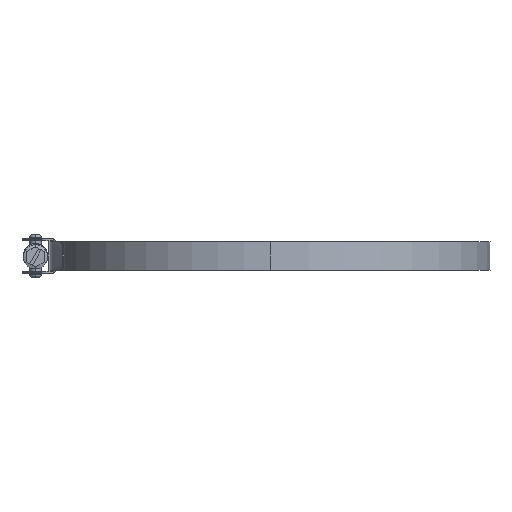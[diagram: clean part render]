
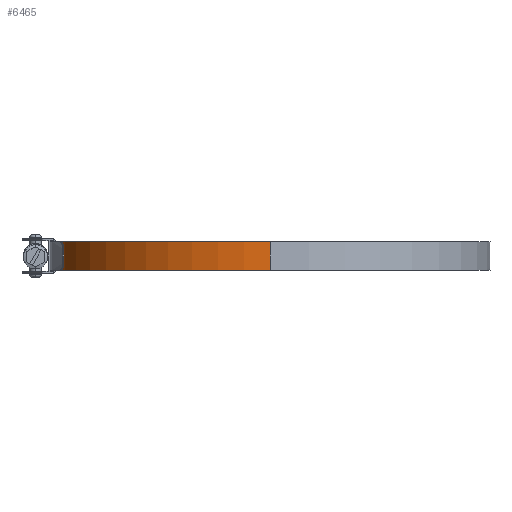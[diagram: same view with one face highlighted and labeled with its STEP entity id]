
A CAD part, left-side view. The second image highlights one B-rep face of the part: STEP entity #6465.
In plain terms, the highlighted cylindrical face has radius 99.03 mm (diameter 198.06 mm), a partial arc.
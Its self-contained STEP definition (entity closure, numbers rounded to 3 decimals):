
#180 = CARTESIAN_POINT ( 'NONE',  ( 0., 99.03, 6.35 ) ) ;
#831 = CARTESIAN_POINT ( 'NONE',  ( 0., 0., -6.35 ) ) ;
#1232 = CARTESIAN_POINT ( 'NONE',  ( 0., 0., 6.35 ) ) ;
#1264 = ORIENTED_EDGE ( 'NONE', *, *, #13104, .T. ) ;
#1345 = VERTEX_POINT ( 'NONE', #9131 ) ;
#1586 = DIRECTION ( 'NONE',  ( 0., 0., 1. ) ) ;
#1681 = EDGE_CURVE ( 'NONE', #8766, #3080, #10275, .T. ) ;
#2015 = CARTESIAN_POINT ( 'NONE',  ( -99.03, 0., -6.35 ) ) ;
#2870 = EDGE_LOOP ( 'NONE', ( #7114, #2912, #1264, #3126 ) ) ;
#2912 = ORIENTED_EDGE ( 'NONE', *, *, #7734, .F. ) ;
#3080 = VERTEX_POINT ( 'NONE', #2015 ) ;
#3084 = AXIS2_PLACEMENT_3D ( 'NONE', #831, #1586, #12180 ) ;
#3126 = ORIENTED_EDGE ( 'NONE', *, *, #1681, .T. ) ;
#4431 = AXIS2_PLACEMENT_3D ( 'NONE', #1232, #7681, #12842 ) ;
#4944 = CARTESIAN_POINT ( 'NONE',  ( -99.03, 0., 6.35 ) ) ;
#5301 = DIRECTION ( 'NONE',  ( 0., 0., -1. ) ) ;
#5372 = CARTESIAN_POINT ( 'NONE',  ( -99.03, 0., 6.35 ) ) ;
#5697 = CARTESIAN_POINT ( 'NONE',  ( 0., 0., 6.35 ) ) ;
#6155 = VERTEX_POINT ( 'NONE', #5372 ) ;
#6465 = ADVANCED_FACE ( 'NONE', ( #7751 ), #11729, .T. ) ;
#6787 = CARTESIAN_POINT ( 'NONE',  ( 0., 99.03, -6.35 ) ) ;
#7114 = ORIENTED_EDGE ( 'NONE', *, *, #11151, .F. ) ;
#7681 = DIRECTION ( 'NONE',  ( 0., 0., 1. ) ) ;
#7734 = EDGE_CURVE ( 'NONE', #1345, #6155, #8579, .T. ) ;
#7751 = FACE_OUTER_BOUND ( 'NONE', #2870, .T. ) ;
#8579 = CIRCLE ( 'NONE', #4431, 99.03 ) ;
#8615 = AXIS2_PLACEMENT_3D ( 'NONE', #5697, #9880, #12767 ) ;
#8711 = VECTOR ( 'NONE', #10069, 1000. ) ;
#8766 = VERTEX_POINT ( 'NONE', #6787 ) ;
#8885 = LINE ( 'NONE', #4944, #8711 ) ;
#9131 = CARTESIAN_POINT ( 'NONE',  ( 0., 99.03, 6.35 ) ) ;
#9733 = LINE ( 'NONE', #180, #10035 ) ;
#9880 = DIRECTION ( 'NONE',  ( 0., 0., -1. ) ) ;
#10035 = VECTOR ( 'NONE', #5301, 1000. ) ;
#10069 = DIRECTION ( 'NONE',  ( 0., 0., -1. ) ) ;
#10275 = CIRCLE ( 'NONE', #3084, 99.03 ) ;
#11151 = EDGE_CURVE ( 'NONE', #6155, #3080, #8885, .T. ) ;
#11729 = CYLINDRICAL_SURFACE ( 'NONE', #8615, 99.03 ) ;
#12180 = DIRECTION ( 'NONE',  ( 1., 0., 0. ) ) ;
#12767 = DIRECTION ( 'NONE',  ( -1., 0., 0. ) ) ;
#12842 = DIRECTION ( 'NONE',  ( 1., 0., 0. ) ) ;
#13104 = EDGE_CURVE ( 'NONE', #1345, #8766, #9733, .T. ) ;
